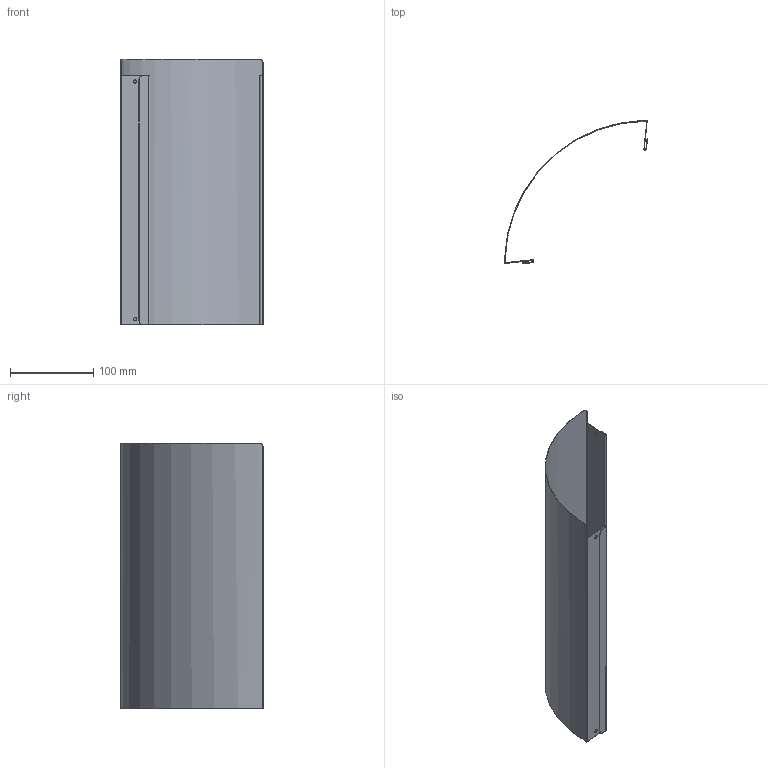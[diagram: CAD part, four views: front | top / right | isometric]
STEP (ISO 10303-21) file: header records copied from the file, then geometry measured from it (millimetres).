
FILE_DESCRIPTION((''),'2;1');
FILE_NAME('MD50430.stp','2014-03-05T15:17:26',(''),(''),'Autodesk Inventor 2013','Autodesk Inventor 2013','');
FILE_SCHEMA(('AUTOMOTIVE_DESIGN { 1 2 10303 214 0 1 1 1 }'));
Length unit declared in the file: millimetre
Products named in the file (1): MD50430
Bounding box: 171.97 x 171.97 x 320 mm (x, y, z)
Volume: 57726.4 mm3; surface area: 231611.3 mm2
Topology: 1 solids, 1 shells, 52 faces, 120 edges, 70 vertices
Faces by surface type: plane 30, cylinder 18, bspline 4
Full cylindrical faces by diameter (mm): 4 x4
Entity records: 1566 total; most frequent: CARTESIAN_POINT 371, DIRECTION 242, ORIENTED_EDGE 232, EDGE_CURVE 116, AXIS2_PLACEMENT_3D 85, VECTOR 72, LINE 72, VERTEX_POINT 70
